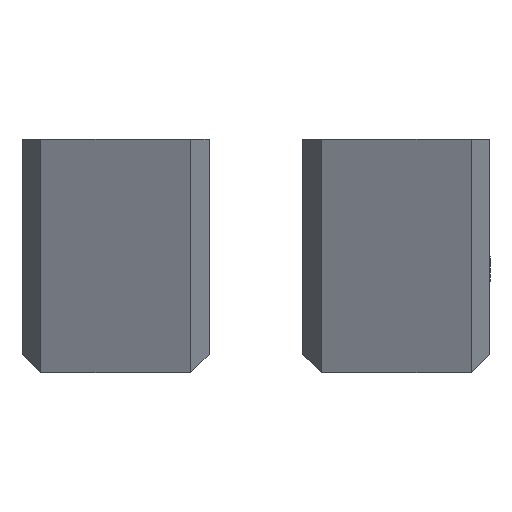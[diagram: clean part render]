
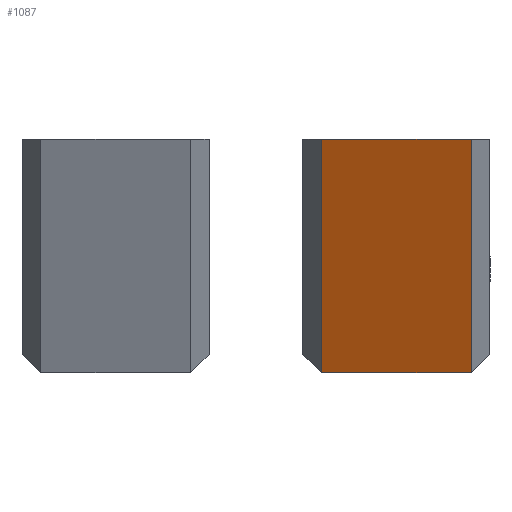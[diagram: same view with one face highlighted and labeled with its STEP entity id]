
A CAD part, left-side view. The second image highlights one B-rep face of the part: STEP entity #1087.
In plain terms, the highlighted planar face has unit normal (-0.906, 0, -0.423).
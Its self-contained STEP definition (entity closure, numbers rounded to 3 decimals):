
#73=PLANE('',#1194);
#127=FACE_OUTER_BOUND('',#193,.T.);
#193=EDGE_LOOP('',(#847,#848,#849,#850));
#269=LINE('',#1687,#387);
#285=LINE('',#1717,#403);
#286=LINE('',#1720,#404);
#287=LINE('',#1721,#405);
#387=VECTOR('',#1359,10.);
#403=VECTOR('',#1385,10.);
#404=VECTOR('',#1388,10.);
#405=VECTOR('',#1389,10.);
#520=VERTEX_POINT('',#1684);
#521=VERTEX_POINT('',#1686);
#530=VERTEX_POINT('',#1713);
#531=VERTEX_POINT('',#1719);
#633=EDGE_CURVE('',#520,#521,#269,.T.);
#649=EDGE_CURVE('',#530,#520,#285,.T.);
#650=EDGE_CURVE('',#530,#531,#286,.T.);
#651=EDGE_CURVE('',#521,#531,#287,.T.);
#847=ORIENTED_EDGE('',*,*,#649,.F.);
#848=ORIENTED_EDGE('',*,*,#650,.T.);
#849=ORIENTED_EDGE('',*,*,#651,.F.);
#850=ORIENTED_EDGE('',*,*,#633,.F.);
#1087=ADVANCED_FACE('',(#127),#73,.T.);
#1194=AXIS2_PLACEMENT_3D('',#1718,#1386,#1387);
#1359=DIRECTION('',(0.,-1.,0.));
#1385=DIRECTION('',(-0.423,0.,0.906));
#1386=DIRECTION('center_axis',(-0.906,0.,
-0.423));
#1387=DIRECTION('ref_axis',(0.423,0.,-0.906));
#1388=DIRECTION('',(0.,-1.,0.));
#1389=DIRECTION('',(0.423,0.,-0.906));
#1684=CARTESIAN_POINT('',(-70.,-9.594,126.8));
#1686=CARTESIAN_POINT('',(-70.,-25.594,126.8));
#1687=CARTESIAN_POINT('',(-70.,-7.594,126.8));
#1713=CARTESIAN_POINT('',(-58.342,-9.594,101.8));
#1717=CARTESIAN_POINT('',(-61.355,-9.594,108.261));
#1718=CARTESIAN_POINT('Origin',(-70.,-7.594,126.8));
#1719=CARTESIAN_POINT('',(-58.342,-25.594,101.8));
#1720=CARTESIAN_POINT('',(-58.342,-7.594,101.8));
#1721=CARTESIAN_POINT('',(-61.355,-25.594,108.261));
